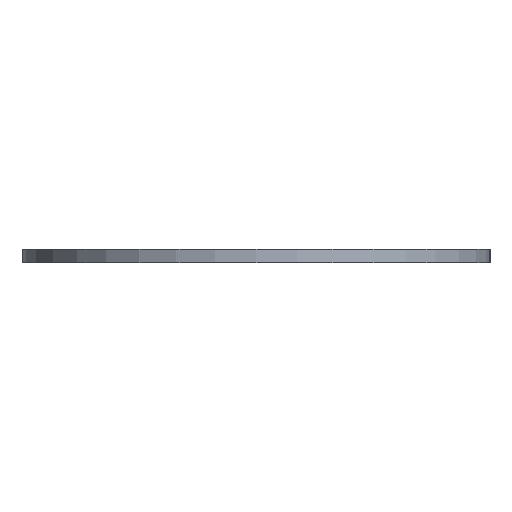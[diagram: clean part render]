
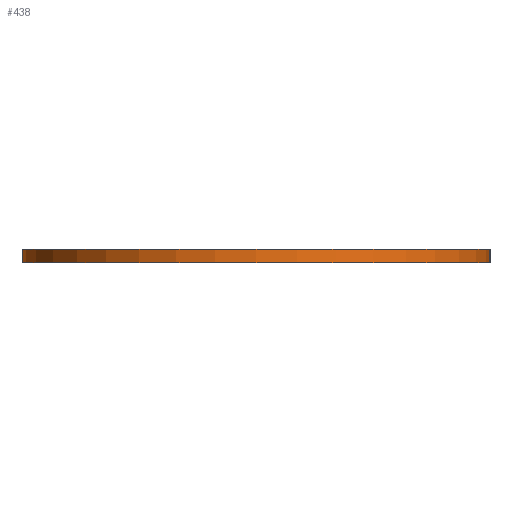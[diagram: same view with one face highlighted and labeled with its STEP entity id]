
A CAD part, left-side view. The second image highlights one B-rep face of the part: STEP entity #438.
In plain terms, the highlighted cylindrical face has radius 17.85 mm (diameter 35.7 mm), a partial arc.
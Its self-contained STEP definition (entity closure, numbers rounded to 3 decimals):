
#45 = LINE ( 'NONE', #156, #709 ) ;
#54 = VERTEX_POINT ( 'NONE', #346 ) ;
#70 = DIRECTION ( 'NONE',  ( 1., 0., 0. ) ) ;
#81 = ORIENTED_EDGE ( 'NONE', *, *, #481, .F. ) ;
#85 = DIRECTION ( 'NONE',  ( 0., 0., 1. ) ) ;
#151 = CARTESIAN_POINT ( 'NONE',  ( -212., -292.85, 259. ) ) ;
#156 = CARTESIAN_POINT ( 'NONE',  ( -212., -257.15, 259. ) ) ;
#165 = DIRECTION ( 'NONE',  ( 0., 0., -1. ) ) ;
#200 = CIRCLE ( 'NONE', #1007, 17.85 ) ;
#216 = EDGE_LOOP ( 'NONE', ( #1116, #81, #688, #1074 ) ) ;
#237 = VERTEX_POINT ( 'NONE', #1006 ) ;
#242 = DIRECTION ( 'NONE',  ( 1., 0., 0. ) ) ;
#284 = CIRCLE ( 'NONE', #579, 17.85 ) ;
#344 = DIRECTION ( 'NONE',  ( 0., 0., -1. ) ) ;
#346 = CARTESIAN_POINT ( 'NONE',  ( -212., -257.15, 258. ) ) ;
#356 = AXIS2_PLACEMENT_3D ( 'NONE', #881, #794, #242 ) ;
#382 = VERTEX_POINT ( 'NONE', #1146 ) ;
#416 = EDGE_CURVE ( 'NONE', #54, #382, #284, .T. ) ;
#424 = EDGE_CURVE ( 'NONE', #1057, #382, #624, .T. ) ;
#438 = ADVANCED_FACE ( 'NONE', ( #441 ), #792, .T. ) ;
#441 = FACE_OUTER_BOUND ( 'NONE', #216, .T. ) ;
#481 = EDGE_CURVE ( 'NONE', #237, #1057, #200, .T. ) ;
#511 = CARTESIAN_POINT ( 'NONE',  ( -212., -275., 259. ) ) ;
#579 = AXIS2_PLACEMENT_3D ( 'NONE', #590, #679, #862 ) ;
#590 = CARTESIAN_POINT ( 'NONE',  ( -212., -275., 258. ) ) ;
#624 = LINE ( 'NONE', #151, #835 ) ;
#679 = DIRECTION ( 'NONE',  ( 0., 0., 1. ) ) ;
#688 = ORIENTED_EDGE ( 'NONE', *, *, #1137, .T. ) ;
#709 = VECTOR ( 'NONE', #344, 1000. ) ;
#767 = CARTESIAN_POINT ( 'NONE',  ( -212., -292.85, 259. ) ) ;
#792 = CYLINDRICAL_SURFACE ( 'NONE', #356, 17.85 ) ;
#794 = DIRECTION ( 'NONE',  ( 0., 0., 1. ) ) ;
#835 = VECTOR ( 'NONE', #165, 1000. ) ;
#862 = DIRECTION ( 'NONE',  ( 1., 0., 0. ) ) ;
#881 = CARTESIAN_POINT ( 'NONE',  ( -212., -275., 259. ) ) ;
#1006 = CARTESIAN_POINT ( 'NONE',  ( -212., -257.15, 259. ) ) ;
#1007 = AXIS2_PLACEMENT_3D ( 'NONE', #511, #85, #70 ) ;
#1057 = VERTEX_POINT ( 'NONE', #767 ) ;
#1074 = ORIENTED_EDGE ( 'NONE', *, *, #416, .T. ) ;
#1116 = ORIENTED_EDGE ( 'NONE', *, *, #424, .F. ) ;
#1137 = EDGE_CURVE ( 'NONE', #237, #54, #45, .T. ) ;
#1146 = CARTESIAN_POINT ( 'NONE',  ( -212., -292.85, 258. ) ) ;
